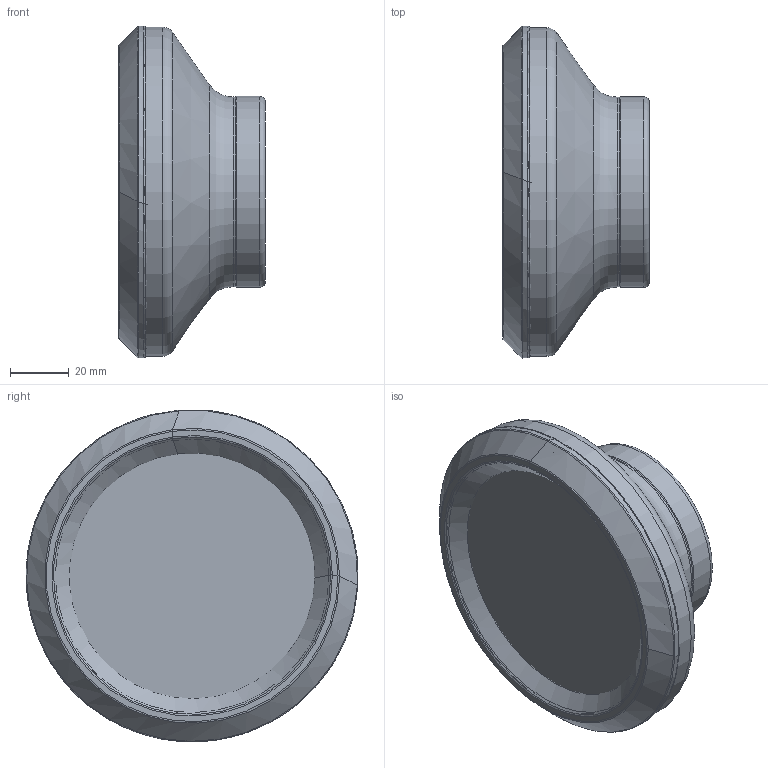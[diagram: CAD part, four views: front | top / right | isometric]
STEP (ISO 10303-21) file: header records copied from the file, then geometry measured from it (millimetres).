
FILE_DESCRIPTION(/* description */ (''),/* implementation_level */ '2;1');
FILE_NAME(/* name */ 'model1.stp',/* time_stamp */ '2023-10-02T17:49:24+03:00',/* author */ (''),/* organization */ (''),/* preprocessor_version */ 'ST-DEVELOPER v19.4',/* originating_system */ 'SIEMENS PLM Software NX2306.3001',/* authorisation */ '');
FILE_SCHEMA (('AUTOMOTIVE_DESIGN { 1 0 10303 214 3 1 1 1 }'));
Length unit declared in the file: millimetre
Products named in the file (1): model1_objects
Bounding box: 50 x 113.08 x 113.05 mm (x, y, z)
Volume: 334735.1 mm3; surface area: 43449.2 mm2
Topology: 2 solids, 2 shells, 51 faces, 99 edges, 50 vertices
Faces by surface type: bspline 32, torus 5, revolution 4, cone 4, cylinder 4, plane 2
Full cylindrical faces by diameter (mm): 64.6 x1, 65 x1, 109 x1, 112 x1
Entity records: 1773 total; most frequent: CARTESIAN_POINT 720, DIRECTION 184, ORIENTED_EDGE 164, EDGE_CURVE 82, AXIS2_PLACEMENT_3D 82, EDGE_LOOP 68, ADVANCED_FACE 51, CIRCLE 50
